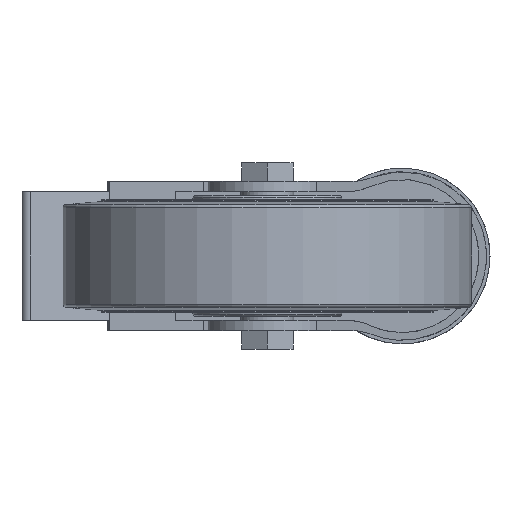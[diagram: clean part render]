
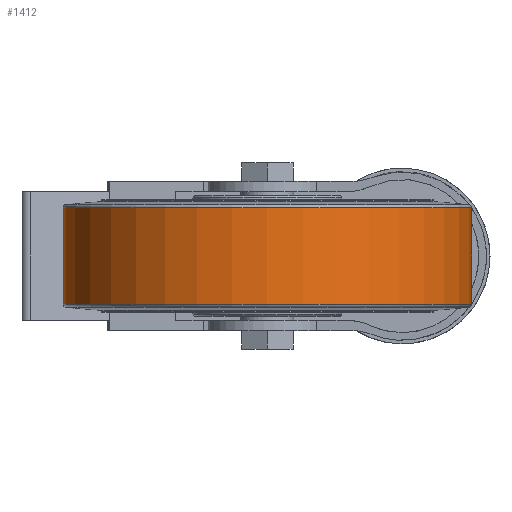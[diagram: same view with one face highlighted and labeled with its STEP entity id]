
A CAD part, front view. The second image highlights one B-rep face of the part: STEP entity #1412.
In plain terms, the highlighted cylindrical face has radius 50 mm (diameter 100 mm), a full revolution.
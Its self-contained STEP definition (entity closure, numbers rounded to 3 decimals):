
#84=CIRCLE('',#1555,50.);
#85=CIRCLE('',#1557,50.);
#120=CYLINDRICAL_SURFACE('',#1556,50.);
#383=ORIENTED_EDGE('',*,*,#631,.T.);
#384=ORIENTED_EDGE('',*,*,#630,.F.);
#630=EDGE_CURVE('',#777,#777,#84,.T.);
#631=EDGE_CURVE('',#778,#778,#85,.T.);
#777=VERTEX_POINT('',#2330);
#778=VERTEX_POINT('',#2333);
#1129=EDGE_LOOP('',(#383));
#1130=EDGE_LOOP('',(#384));
#1258=FACE_BOUND('',#1129,.T.);
#1259=FACE_BOUND('',#1130,.T.);
#1412=ADVANCED_FACE('',(#1258,#1259),#120,.T.);
#1555=AXIS2_PLACEMENT_3D('',#2329,#1902,#1903);
#1556=AXIS2_PLACEMENT_3D('',#2331,#1904,#1905);
#1557=AXIS2_PLACEMENT_3D('',#2332,#1906,#1907);
#1902=DIRECTION('',(0.,0.,-1.));
#1903=DIRECTION('',(-1.,0.,0.));
#1904=DIRECTION('',(0.,0.,-1.));
#1905=DIRECTION('',(-1.,0.,0.));
#1906=DIRECTION('',(0.,0.,-1.));
#1907=DIRECTION('',(-1.,0.,0.));
#2329=CARTESIAN_POINT('',(0.,0.,-11.813));
#2330=CARTESIAN_POINT('',(-50.,0.,-11.813));
#2331=CARTESIAN_POINT('',(0.,0.,-14.75));
#2332=CARTESIAN_POINT('',(0.,0.,11.813));
#2333=CARTESIAN_POINT('',(-50.,0.,11.813));
